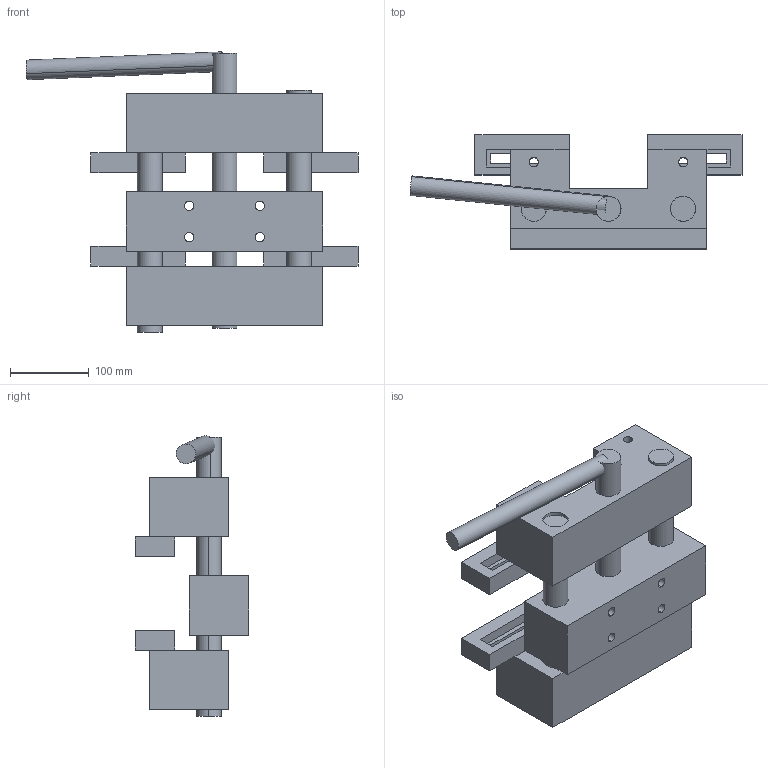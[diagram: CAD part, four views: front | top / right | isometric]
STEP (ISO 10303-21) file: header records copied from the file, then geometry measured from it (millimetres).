
FILE_DESCRIPTION (( 'STEP AP203' ), '1' );
FILE_NAME ('ViseAssembly.STEP', '2012-05-29T06:01:55', ( '' ), ( '' ), 'SwSTEP 2.0', 'SolidWorks 2010', '' );
FILE_SCHEMA (( 'CONFIG_CONTROL_DESIGN' ));
Length unit declared in the file: millimetre
Products named in the file (7): ViseAssembly; FixedBlock; ThreadedRod; SupportShaft; MovingBlock; ClampJaw; Handle
Assembly tree (11 placements, depth 2):
  ViseAssembly
    ThreadedRod
    SupportShaft  x2
    MovingBlock  x2
    Handle
    ClampJaw  x4
    FixedBlock
Bounding box: 422.74 x 145 x 356.87 mm (x, y, z)
Volume: 5285021.6 mm3; surface area: 584321.4 mm2
Topology: 11 solids, 11 shells, 136 faces, 330 edges, 220 vertices
Faces by surface type: plane 94, cylinder 42
Entity records: 2929 total; most frequent: DIRECTION 384, CARTESIAN_POINT 351, ORIENTED_EDGE 324, EDGE_CURVE 162, AXIS2_PLACEMENT_3D 141, VERTEX_POINT 108, LINE 102, VECTOR 102
